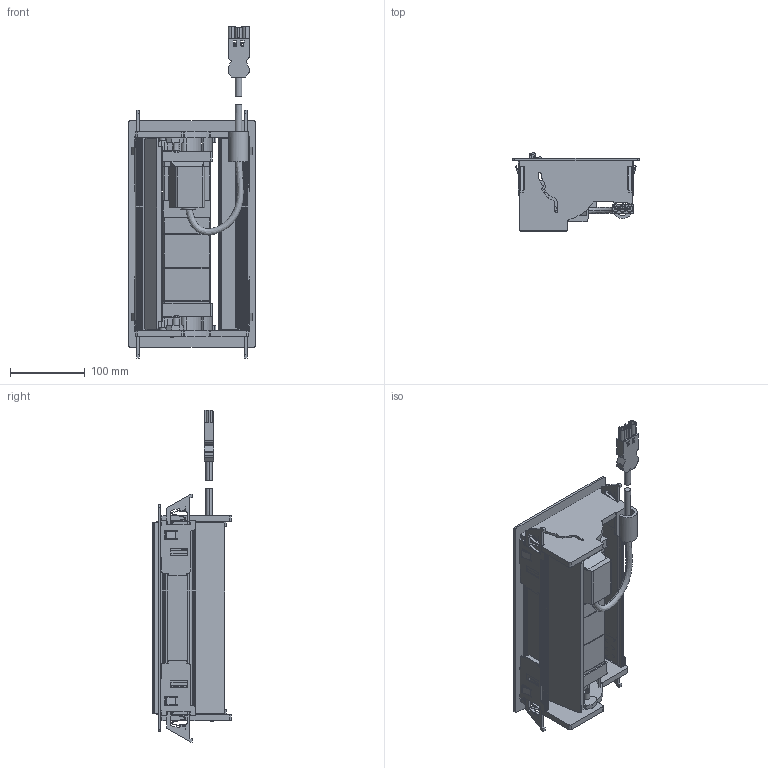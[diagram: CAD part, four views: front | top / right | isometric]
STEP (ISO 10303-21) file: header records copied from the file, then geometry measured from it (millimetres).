
FILE_DESCRIPTION(('CATIA V5 STEP Exchange','CAx-IF Rec.Pracs.--- Model Styling and Organization---1.5--- 2016-08-15','CAx-IF Rec.Pracs.---Supplemental Geometry---1.0---2011-11-01','CAx-IF Rec.Pracs.--- Composite Materials ---1.1---2010-07-15'),'2;1');
FILE_NAME('LG-654960_AllCATPart.stp','2023-10-04T10:00:10+00:00',('none'),('none'),'CATIA Version 5-6 Release 2020 SP3','CATIA V5 STEP AP214 v2','none');
FILE_SCHEMA(('AUTOMOTIVE_DESIGN { 1 0 10303 214 1 1 1 1 }'));
Products named in the file (1): LG-654960_AllCATPart
Bounding box: 170 x 104.57 x 443.88 mm (x, y, z)
Volume: 845276.4 mm3; surface area: 613656 mm2
Topology: 51 solids, 51 shells, 2421 faces, 6616 edges, 4301 vertices
Faces by surface type: plane 1635, cylinder 635, bspline 83, sphere 40, extrusion 12, torus 8, cone 8
Entity records: 74867 total; most frequent: CARTESIAN_POINT 16691, ORIENTED_EDGE 13130, DIRECTION 10022, EDGE_CURVE 6541, VECTOR 4863, LINE 4851, VERTEX_POINT 4277, AXIS2_PLACEMENT_3D 3150
